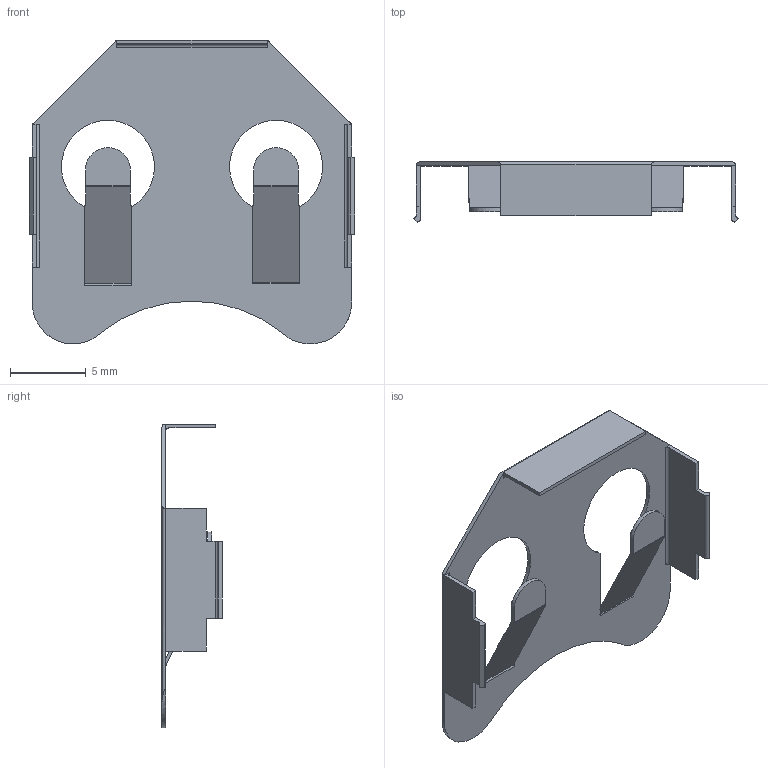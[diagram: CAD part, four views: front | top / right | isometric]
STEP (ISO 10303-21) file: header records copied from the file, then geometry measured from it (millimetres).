
FILE_DESCRIPTION(/* description */ (''),/* implementation_level */ '2;1');
FILE_NAME(/* name */ 'bat-hld-001.step',/* time_stamp */ '2016-09-10T23:44:38-05:00',/* author */ (''),/* organization */ (''),/* preprocessor_version */ 'ST-DEVELOPER v16.5',/* originating_system */ 'Autodesk Translation Framework v5.1.0.2740',/* authorisation */ '');
FILE_SCHEMA (('AUTOMOTIVE_DESIGN { 1 0 10303 214 3 1 1 }'));
Length unit declared in the file: centimetre
Products named in the file (1): keystone_3002_smd_battery_holder v2
Bounding box: 21.48 x 3.96 x 20.05 mm (x, y, z)
Volume: 106.1 mm3; surface area: 890.6 mm2
Topology: 1 solids, 1 shells, 152 faces, 377 edges, 228 vertices
Faces by surface type: plane 128, cylinder 24
Entity records: 4438 total; most frequent: CARTESIAN_POINT 792, ORIENTED_EDGE 754, DIRECTION 729, EDGE_CURVE 377, LINE 327, VECTOR 327, VERTEX_POINT 228, AXIS2_PLACEMENT_3D 201
